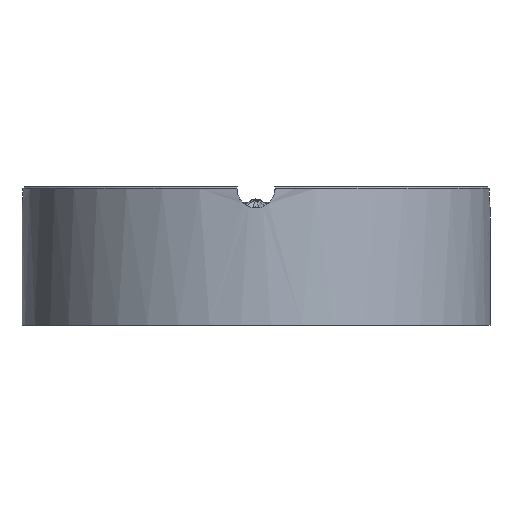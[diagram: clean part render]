
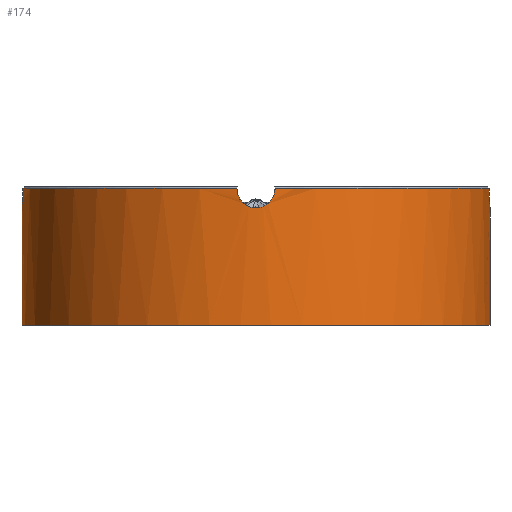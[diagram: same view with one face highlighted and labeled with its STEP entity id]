
A CAD part, front view. The second image highlights one B-rep face of the part: STEP entity #174.
In plain terms, the highlighted free-form (B-spline) face has degree [2, 1] with [5, 2] control points.
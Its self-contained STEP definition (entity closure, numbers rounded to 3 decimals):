
#174 = ADVANCED_FACE('',(#175),#278,.T.);
#175 = FACE_BOUND('',#176,.T.);
#176 = EDGE_LOOP('',(#177,#186,#203,#211,#238,#246,#263,#270));
#177 = ORIENTED_EDGE('',*,*,#178,.F.);
#178 = EDGE_CURVE('',#179,#181,#183,.T.);
#179 = VERTEX_POINT('',#180);
#180 = CARTESIAN_POINT('',(16.564,91.433,
    168.935));
#181 = VERTEX_POINT('',#182);
#182 = CARTESIAN_POINT('',(16.564,91.433,
    140.016));
#183 = B_SPLINE_CURVE_WITH_KNOTS('',1,(#184,#185),.UNSPECIFIED.,.F.,.F.,
  (2,2),(0.,24.7),.PIECEWISE_BEZIER_KNOTS.);
#184 = CARTESIAN_POINT('',(16.564,91.433,
    168.935));
#185 = CARTESIAN_POINT('',(16.564,91.433,
    140.016));
#186 = ORIENTED_EDGE('',*,*,#187,.F.);
#187 = EDGE_CURVE('',#188,#179,#190,.T.);
#188 = VERTEX_POINT('',#189);
#189 = CARTESIAN_POINT('',(16.373,86.751,
    173.735));
#190 = B_SPLINE_CURVE_WITH_KNOTS('',3,(#191,#192,#193,#194,#195,#196,
    #197,#198,#199,#200,#201,#202),.UNSPECIFIED.,.F.,.F.,(4,2,2,2,2,4),(
    0.,0.105,0.211,0.316,0.422,0.5)
  ,.UNSPECIFIED.);
#191 = CARTESIAN_POINT('',(16.373,86.751,
    173.735));
#192 = CARTESIAN_POINT('',(16.372,86.738,
    173.212));
#193 = CARTESIAN_POINT('',(16.379,86.815,
    172.68));
#194 = CARTESIAN_POINT('',(16.404,87.135,
    171.684));
#195 = CARTESIAN_POINT('',(16.422,87.384,
    171.207));
#196 = CARTESIAN_POINT('',(16.463,88.015,
    170.373));
#197 = CARTESIAN_POINT('',(16.486,88.408,
    170.004));
#198 = CARTESIAN_POINT('',(16.525,89.281,
    169.425));
#199 = CARTESIAN_POINT('',(16.542,89.775,
    169.207));
#200 = CARTESIAN_POINT('',(16.56,90.657,
    168.983));
#201 = CARTESIAN_POINT('',(16.564,91.046,
    168.935));
#202 = CARTESIAN_POINT('',(16.564,91.433,
    168.935));
#203 = ORIENTED_EDGE('',*,*,#204,.T.);
#204 = EDGE_CURVE('',#188,#205,#207,.T.);
#205 = VERTEX_POINT('',#206);
#206 = CARTESIAN_POINT('',(-36.358,34.02,
    173.735));
#207 = ( BOUNDED_CURVE() B_SPLINE_CURVE(2,(#208,#209,#210),
.UNSPECIFIED.,.F.,.F.) B_SPLINE_CURVE_WITH_KNOTS((3,3),(
0.081,1.489),.PIECEWISE_BEZIER_KNOTS.) CURVE() 
GEOMETRIC_REPRESENTATION_ITEM() RATIONAL_B_SPLINE_CURVE((1.,
0.762,1.)) REPRESENTATION_ITEM('') );
#208 = CARTESIAN_POINT('',(16.373,86.751,
    173.735));
#209 = CARTESIAN_POINT('',(12.398,37.996,
    173.735));
#210 = CARTESIAN_POINT('',(-36.358,34.02,
    173.735));
#211 = ORIENTED_EDGE('',*,*,#212,.F.);
#212 = EDGE_CURVE('',#213,#205,#215,.T.);
#213 = VERTEX_POINT('',#214);
#214 = CARTESIAN_POINT('',(-45.721,34.02,
    173.735));
#215 = B_SPLINE_CURVE_WITH_KNOTS('',3,(#216,#217,#218,#219,#220,#221,
    #222,#223,#224,#225,#226,#227,#228,#229,#230,#231,#232,#233,#234,
    #235,#236,#237),.UNSPECIFIED.,.F.,.F.,(4,2,2,2,2,2,2,2,2,2,4),(0.,
    0.105,0.211,0.316,0.422,0.528,
    0.633,0.739,0.844,0.95,1.),
  .UNSPECIFIED.);
#216 = CARTESIAN_POINT('',(-45.721,34.02,
    173.735));
#217 = CARTESIAN_POINT('',(-45.734,34.021,
    173.212));
#218 = CARTESIAN_POINT('',(-45.657,34.014,
    172.68));
#219 = CARTESIAN_POINT('',(-45.337,33.989,
    171.684));
#220 = CARTESIAN_POINT('',(-45.089,33.971,
    171.207));
#221 = CARTESIAN_POINT('',(-44.457,33.93,
    170.373));
#222 = CARTESIAN_POINT('',(-44.064,33.907,
    170.004));
#223 = CARTESIAN_POINT('',(-43.191,33.868,
    169.425));
#224 = CARTESIAN_POINT('',(-42.697,33.851,
    169.207));
#225 = CARTESIAN_POINT('',(-41.681,33.831,
    168.949));
#226 = CARTESIAN_POINT('',(-41.143,33.827,
    168.907));
#227 = CARTESIAN_POINT('',(-40.101,33.834,
    169.));
#228 = CARTESIAN_POINT('',(-39.582,33.846,
    169.137));
#229 = CARTESIAN_POINT('',(-38.63,33.878,
    169.568));
#230 = CARTESIAN_POINT('',(-38.184,33.899,
    169.869));
#231 = CARTESIAN_POINT('',(-37.427,33.941,
    170.592));
#232 = CARTESIAN_POINT('',(-37.105,33.963,
    171.024));
#233 = CARTESIAN_POINT('',(-36.629,33.998,
    171.959));
#234 = CARTESIAN_POINT('',(-36.468,34.011,
    172.474));
#235 = CARTESIAN_POINT('',(-36.365,34.019,173.239
    ));
#236 = CARTESIAN_POINT('',(-36.352,34.02,
    173.488));
#237 = CARTESIAN_POINT('',(-36.358,34.02,
    173.735));
#238 = ORIENTED_EDGE('',*,*,#239,.T.);
#239 = EDGE_CURVE('',#213,#240,#242,.T.);
#240 = VERTEX_POINT('',#241);
#241 = CARTESIAN_POINT('',(-98.452,86.751,
    173.735));
#242 = ( BOUNDED_CURVE() B_SPLINE_CURVE(2,(#243,#244,#245),
.UNSPECIFIED.,.F.,.F.) B_SPLINE_CURVE_WITH_KNOTS((3,3),(1.652,
3.06),.PIECEWISE_BEZIER_KNOTS.) CURVE() 
GEOMETRIC_REPRESENTATION_ITEM() RATIONAL_B_SPLINE_CURVE((1.,
0.762,1.)) REPRESENTATION_ITEM('') );
#243 = CARTESIAN_POINT('',(-45.721,34.02,
    173.735));
#244 = CARTESIAN_POINT('',(-94.477,37.996,
    173.735));
#245 = CARTESIAN_POINT('',(-98.452,86.751,
    173.735));
#246 = ORIENTED_EDGE('',*,*,#247,.T.);
#247 = EDGE_CURVE('',#240,#248,#250,.T.);
#248 = VERTEX_POINT('',#249);
#249 = CARTESIAN_POINT('',(-98.643,91.433,
    168.935));
#250 = B_SPLINE_CURVE_WITH_KNOTS('',3,(#251,#252,#253,#254,#255,#256,
    #257,#258,#259,#260,#261,#262),.UNSPECIFIED.,.F.,.F.,(4,2,2,2,2,4),(
    0.,0.105,0.211,0.316,0.422,0.5)
  ,.UNSPECIFIED.);
#251 = CARTESIAN_POINT('',(-98.452,86.751,
    173.735));
#252 = CARTESIAN_POINT('',(-98.451,86.738,
    173.212));
#253 = CARTESIAN_POINT('',(-98.458,86.815,
    172.68));
#254 = CARTESIAN_POINT('',(-98.483,87.135,
    171.684));
#255 = CARTESIAN_POINT('',(-98.501,87.384,
    171.207));
#256 = CARTESIAN_POINT('',(-98.542,88.015,
    170.373));
#257 = CARTESIAN_POINT('',(-98.565,88.408,
    170.004));
#258 = CARTESIAN_POINT('',(-98.604,89.281,
    169.425));
#259 = CARTESIAN_POINT('',(-98.621,89.775,
    169.207));
#260 = CARTESIAN_POINT('',(-98.639,90.657,
    168.983));
#261 = CARTESIAN_POINT('',(-98.643,91.046,
    168.935));
#262 = CARTESIAN_POINT('',(-98.643,91.433,
    168.935));
#263 = ORIENTED_EDGE('',*,*,#264,.T.);
#264 = EDGE_CURVE('',#248,#265,#267,.T.);
#265 = VERTEX_POINT('',#266);
#266 = CARTESIAN_POINT('',(-98.643,91.433,
    140.016));
#267 = B_SPLINE_CURVE_WITH_KNOTS('',1,(#268,#269),.UNSPECIFIED.,.F.,.F.,
  (2,2),(0.,24.7),.PIECEWISE_BEZIER_KNOTS.);
#268 = CARTESIAN_POINT('',(-98.643,91.433,
    168.935));
#269 = CARTESIAN_POINT('',(-98.643,91.433,
    140.016));
#270 = ORIENTED_EDGE('',*,*,#271,.T.);
#271 = EDGE_CURVE('',#265,#181,#272,.T.);
#272 = ( BOUNDED_CURVE() B_SPLINE_CURVE(2,(#273,#274,#275,#276,#277),
.UNSPECIFIED.,.F.,.F.) B_SPLINE_CURVE_WITH_KNOTS((3,2,3),(3.142,
4.712,6.283),.PIECEWISE_BEZIER_KNOTS.) CURVE() 
GEOMETRIC_REPRESENTATION_ITEM() RATIONAL_B_SPLINE_CURVE((1.,
0.707,1.,0.707,1.)) REPRESENTATION_ITEM('') );
#273 = CARTESIAN_POINT('',(-98.643,91.433,
    140.016));
#274 = CARTESIAN_POINT('',(-98.643,33.829,
    140.016));
#275 = CARTESIAN_POINT('',(-41.039,33.829,
    140.016));
#276 = CARTESIAN_POINT('',(16.564,33.829,
    140.016));
#277 = CARTESIAN_POINT('',(16.564,91.433,
    140.016));
#278 = ( BOUNDED_SURFACE() B_SPLINE_SURFACE(2,1,(
    (#279,#280)
    ,(#281,#282)
    ,(#283,#284)
    ,(#285,#286)
,(#287,#288
    )),.UNSPECIFIED.,.F.,.F.,.F.) B_SPLINE_SURFACE_WITH_KNOTS((3,2,3),(2
    ,2),(1.571,3.142,4.712),(6.,34.8),
.PIECEWISE_BEZIER_KNOTS.) GEOMETRIC_REPRESENTATION_ITEM() 
RATIONAL_B_SPLINE_SURFACE((
    (1.,1.)
    ,(0.707,0.707)
    ,(1.,1.)
    ,(0.707,0.707)
,(1.,1.))) REPRESENTATION_ITEM('') SURFACE() );
#279 = CARTESIAN_POINT('',(16.564,91.433,
    173.735));
#280 = CARTESIAN_POINT('',(16.564,91.433,
    140.016));
#281 = CARTESIAN_POINT('',(16.564,33.829,
    173.735));
#282 = CARTESIAN_POINT('',(16.564,33.829,
    140.016));
#283 = CARTESIAN_POINT('',(-41.039,33.829,
    173.735));
#284 = CARTESIAN_POINT('',(-41.039,33.829,
    140.016));
#285 = CARTESIAN_POINT('',(-98.643,33.829,
    173.735));
#286 = CARTESIAN_POINT('',(-98.643,33.829,
    140.016));
#287 = CARTESIAN_POINT('',(-98.643,91.433,
    173.735));
#288 = CARTESIAN_POINT('',(-98.643,91.433,
    140.016));
